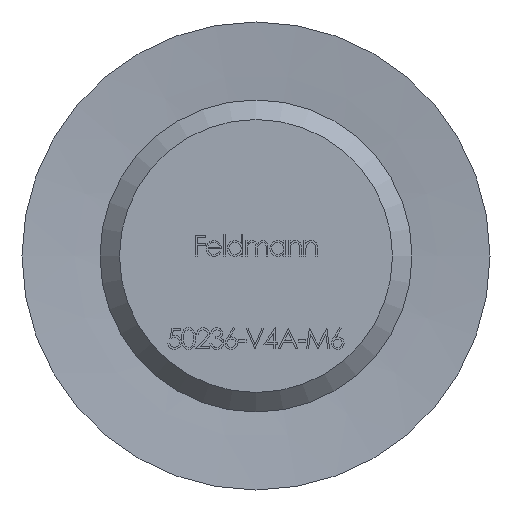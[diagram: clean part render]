
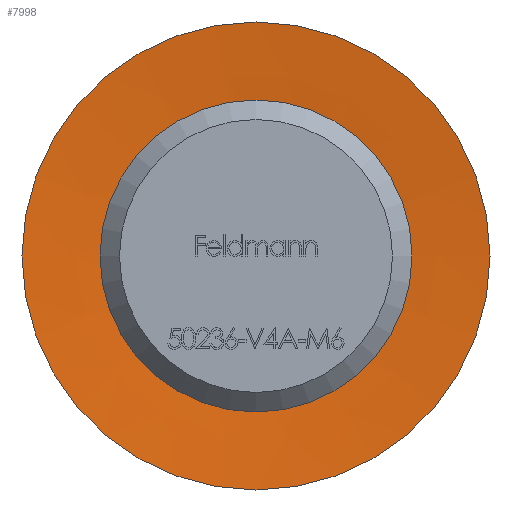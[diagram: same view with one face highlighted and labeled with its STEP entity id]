
A CAD part, front view. The second image highlights one B-rep face of the part: STEP entity #7998.
In plain terms, the highlighted conical face has half-angle 85 degrees and reference radius 3.32 mm.
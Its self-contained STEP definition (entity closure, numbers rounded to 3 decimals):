
#120 = AXIS2_PLACEMENT_3D ( 'NONE', #510, #8950, #9958 ) ;
#510 = CARTESIAN_POINT ( 'NONE',  ( 0., 0.234, 0. ) ) ;
#560 = CARTESIAN_POINT ( 'NONE',  ( 0., 0.234, 0. ) ) ;
#1388 = CIRCLE ( 'NONE', #2842, 6. ) ;
#2821 = EDGE_LOOP ( 'NONE', ( #12070 ) ) ;
#2842 = AXIS2_PLACEMENT_3D ( 'NONE', #7829, #3929, #10994 ) ;
#3152 = VERTEX_POINT ( 'NONE', #11524 ) ;
#3722 = DIRECTION ( 'NONE',  ( 0., -1., 0. ) ) ;
#3929 = DIRECTION ( 'NONE',  ( 0., -1., 0. ) ) ;
#4862 = DIRECTION ( 'NONE',  ( 1., 0., 0. ) ) ;
#6170 = EDGE_CURVE ( 'NONE', #3152, #3152, #10249, .T. ) ;
#6241 = ORIENTED_EDGE ( 'NONE', *, *, #6170, .F. ) ;
#7105 = FACE_BOUND ( 'NONE', #13315, .T. ) ;
#7202 = AXIS2_PLACEMENT_3D ( 'NONE', #560, #3722, #4862 ) ;
#7434 = FACE_OUTER_BOUND ( 'NONE', #2821, .T. ) ;
#7829 = CARTESIAN_POINT ( 'NONE',  ( 0., 0., 0. ) ) ;
#7998 = ADVANCED_FACE ( 'NONE', ( #7434, #7105 ), #10371, .F. ) ;
#8586 = VERTEX_POINT ( 'NONE', #8637 ) ;
#8637 = CARTESIAN_POINT ( 'NONE',  ( 6., 0., 0. ) ) ;
#8950 = DIRECTION ( 'NONE',  ( 0., -1., 0. ) ) ;
#9958 = DIRECTION ( 'NONE',  ( 1., 0., 0. ) ) ;
#10249 = CIRCLE ( 'NONE', #120, 3.32 ) ;
#10371 = CONICAL_SURFACE ( 'NONE', #7202, 3.32, 1.484 ) ;
#10994 = DIRECTION ( 'NONE',  ( 1., 0., 0. ) ) ;
#11440 = EDGE_CURVE ( 'NONE', #8586, #8586, #1388, .T. ) ;
#11524 = CARTESIAN_POINT ( 'NONE',  ( 3.32, 0.234, 0. ) ) ;
#12070 = ORIENTED_EDGE ( 'NONE', *, *, #11440, .T. ) ;
#13315 = EDGE_LOOP ( 'NONE', ( #6241 ) ) ;
